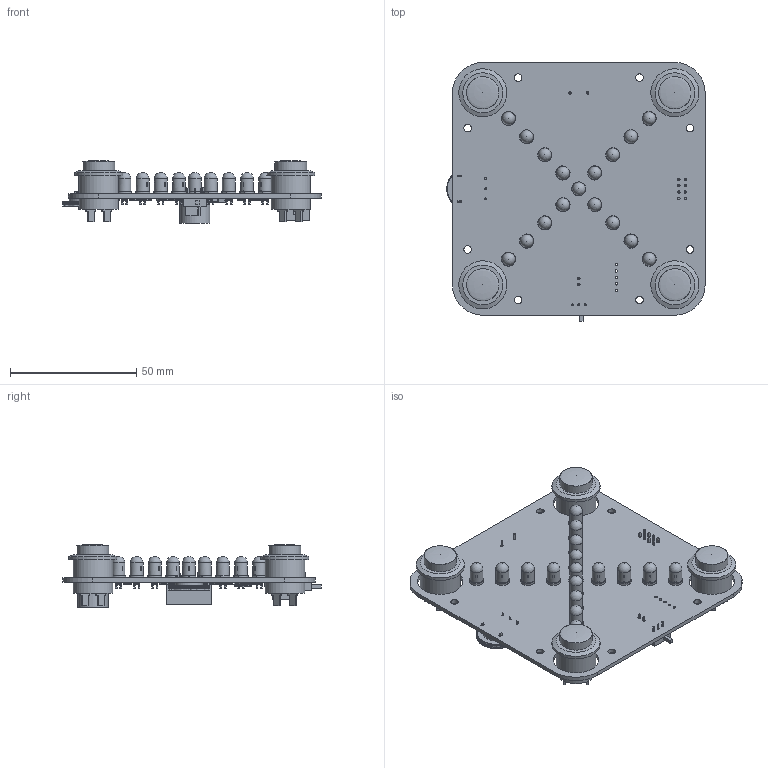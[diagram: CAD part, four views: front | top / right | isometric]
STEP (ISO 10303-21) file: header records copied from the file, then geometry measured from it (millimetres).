
FILE_DESCRIPTION(('Open CASCADE Model'),'2;1');
FILE_NAME('Open CASCADE Shape Model','2021-04-01T15:08:12',('Author'),( 'Open CASCADE'),'Open CASCADE STEP processor 6.8','Open CASCADE 6.8' ,'Unknown');
FILE_SCHEMA(('AUTOMOTIVE_DESIGN { 1 0 10303 214 1 1 1 1 }'));
Length unit declared in the file: millimetre
Products named in the file (214): PCB; Board; Open CASCADE STEP translator 6.8 2.1.1; C4; 6118472288; Terminal; Open_CASCADE_STEP_translator_6.8_2.1.1; Open_CASCADE_STEP_translator_6.8_2.1.2; Mid_Body; Open_CASCADE_STEP_translator_6.8_2.2.1; BATTERY; JST_B2B-XH-A_2_pin_RGB13421772; R24; 6118468688; Open_CASCADE_STEP_translator_6.8_5.2.1; Mark; Q5; 6118469568; Body; Open_CASCADE_STEP_translator_6.8_6.1.1; Leader; C9; 6118471488; C8; 6118471808; C7; C6; 6118465728; R23; 6118469888; R22; 6118470368; R2; 6118470048; R1; R14; R21; 4358375840; R20; 6118472528 ...
Assembly tree (312 placements, depth 5):
  PCB
    Board
      Open CASCADE STEP translator 6.8 2.1.1
    C4
      6118472288
        Terminal
          Open_CASCADE_STEP_translator_6.8_2.1.1
          Open_CASCADE_STEP_translator_6.8_2.1.2
        Mid_Body
          Open_CASCADE_STEP_translator_6.8_2.2.1
    BATTERY
      JST_B2B-XH-A_2_pin_RGB13421772
    R24
      6118468688
        Mid_Body
        Terminal  x2
          Open_CASCADE_STEP_translator_6.8_5.2.1
        Mark
    Q5
      6118469568
        Body
          Open_CASCADE_STEP_translator_6.8_6.1.1
        Leader  x3
    C9
      6118471488
        Terminal
          Open_CASCADE_STEP_translator_6.8_2.1.1
          Open_CASCADE_STEP_translator_6.8_2.1.2
        Mid_Body
          Open_CASCADE_STEP_translator_6.8_2.2.1
    C8
      6118471808
        Terminal
          Open_CASCADE_STEP_translator_6.8_2.1.1
          Open_CASCADE_STEP_translator_6.8_2.1.2
        Mid_Body
          Open_CASCADE_STEP_translator_6.8_2.2.1
    C7
      6118471488
        Terminal
          Open_CASCADE_STEP_translator_6.8_2.1.1
          Open_CASCADE_STEP_translator_6.8_2.1.2
        Mid_Body
          Open_CASCADE_STEP_translator_6.8_2.2.1
    C6
      6118465728
        Terminal
          Open_CASCADE_STEP_translator_6.8_2.1.1
          Open_CASCADE_STEP_translator_6.8_2.1.2
        Mid_Body
          Open_CASCADE_STEP_translator_6.8_2.2.1
    R23
      6118469888
        Mid_Body
        Terminal  x2
          Open_CASCADE_STEP_translator_6.8_5.2.1
        Mark
    R22
      6118470368
        Mid_Body
Bounding box: 102.22 x 102.48 x 24.77 mm (x, y, z)
Volume: 34045.5 mm3; surface area: 33456.7 mm2
Topology: 257 solids, 262 shells, 4400 faces, 10127 edges, 6038 vertices
Faces by surface type: plane 2952, cylinder 1080, sphere 203, bspline 138, torus 23, cone 4
Full cylindrical faces by diameter (mm): 0.6 x2, 0.75 x34, 0.8 x6, 0.875 x1, 0.95 x13, 1 x10, 1.8 x3, 2.9 x2, 3 x9, 5.1 x17, 11 x1, 12 x1, 12.75 x4, 15.75 x4, 18 x4, 19 x4
Entity records: 72217 total; most frequent: CARTESIAN_POINT 14757, DIRECTION 10425, ORIENTED_EDGE 9663, EDGE_CURVE 4830, AXIS2_PLACEMENT_3D 3629, LINE 3167, VECTOR 3167, VERTEX_POINT 2998
